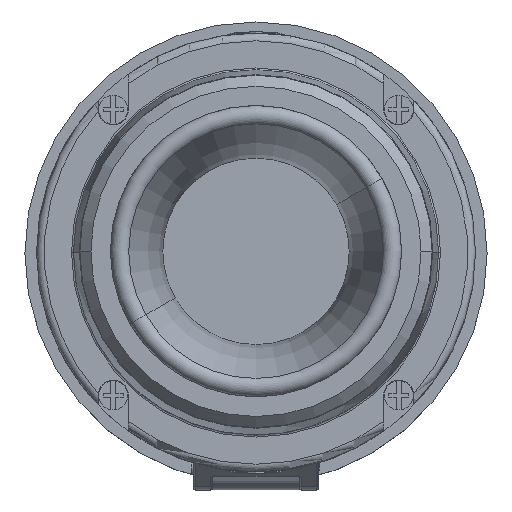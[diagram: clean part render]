
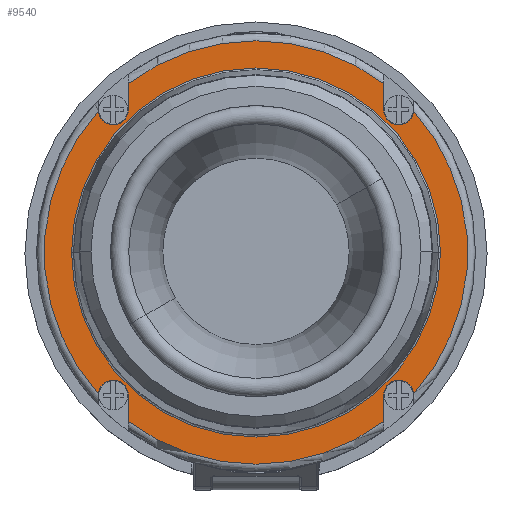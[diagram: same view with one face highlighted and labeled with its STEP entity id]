
A CAD part, top view. The second image highlights one B-rep face of the part: STEP entity #9540.
In plain terms, the highlighted face is planar.
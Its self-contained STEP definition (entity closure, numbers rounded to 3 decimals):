
#8430=CARTESIAN_POINT('',(103.26,39.31,-12.5));
#8440=DIRECTION('',(0.,0.,-1.));
#8450=DIRECTION('',(1.,0.,0.));
#8460=AXIS2_PLACEMENT_3D('',#8430,#8440,#8450);
#8470=PLANE('',#8460);
#8480=CARTESIAN_POINT('',(52.51,39.31,-12.5));
#8490=DIRECTION('',(0.,0.,1.));
#8500=DIRECTION('',(1.,0.,0.));
#8510=AXIS2_PLACEMENT_3D('',#8480,#8490,#8500);
#8520=CIRCLE('',#8510,47.5);
#8530=CARTESIAN_POINT('',(100.01,39.31,-12.5));
#8540=VERTEX_POINT('',#8530);
#8550=CARTESIAN_POINT('',(5.01,39.31,-12.5));
#8560=VERTEX_POINT('',#8550);
#8570=EDGE_CURVE('',#8540,#8560,#8520,.T.);
#8580=ORIENTED_EDGE('',*,*,#8570,.T.);
#8590=EDGE_CURVE('',#8560,#8540,#8520,.T.);
#8600=ORIENTED_EDGE('',*,*,#8590,.T.);
#8610=EDGE_LOOP('',(#8600,#8580));
#8620=FACE_BOUND('',#8610,.T.);
#8630=CARTESIAN_POINT('',(15.74,2.54,-12.5));
#8640=DIRECTION('',(0.,0.,-1.));
#8650=DIRECTION('',(1.,0.,0.));
#8660=AXIS2_PLACEMENT_3D('',#8630,#8640,#8650);
#8670=CIRCLE('',#8660,3.9);
#8680=CARTESIAN_POINT('',(11.868,3.,-12.5));
#8690=VERTEX_POINT('',#8680);
#8700=CARTESIAN_POINT('',(19.64,2.54,-12.5));
#8710=VERTEX_POINT('',#8700);
#8720=EDGE_CURVE('',#8690,#8710,#8670,.T.);
#8730=ORIENTED_EDGE('',*,*,#8720,.F.);
#8740=CARTESIAN_POINT('',(19.64,39.31,-12.5));
#8750=DIRECTION('',(0.,1.,0.));
#8760=VECTOR('',#8750,1.);
#8770=LINE('',#8740,#8760);
#8780=CARTESIAN_POINT('',(19.64,-4.162,-12.5));
#8790=VERTEX_POINT('',#8780);
#8800=EDGE_CURVE('',#8790,#8710,#8770,.T.);
#8810=ORIENTED_EDGE('',*,*,#8800,.T.);
#8820=CARTESIAN_POINT('',(52.51,39.31,-12.5));
#8830=DIRECTION('',(0.,0.,-1.));
#8840=DIRECTION('',(1.,0.,0.));
#8850=AXIS2_PLACEMENT_3D('',#8820,#8830,#8840);
#8860=CIRCLE('',#8850,54.5);
#8870=CARTESIAN_POINT('',(85.38,-4.162,-12.5));
#8880=VERTEX_POINT('',#8870);
#8890=EDGE_CURVE('',#8880,#8790,#8860,.T.);
#8900=ORIENTED_EDGE('',*,*,#8890,.T.);
#8910=CARTESIAN_POINT('',(85.38,39.31,-12.5));
#8920=DIRECTION('',(0.,-1.,0.));
#8930=VECTOR('',#8920,1.);
#8940=LINE('',#8910,#8930);
#8950=CARTESIAN_POINT('',(85.38,2.54,-12.5));
#8960=VERTEX_POINT('',#8950);
#8970=EDGE_CURVE('',#8960,#8880,#8940,.T.);
#8980=ORIENTED_EDGE('',*,*,#8970,.T.);
#8990=CARTESIAN_POINT('',(89.28,2.54,-12.5));
#9000=DIRECTION('',(0.,0.,-1.));
#9010=DIRECTION('',(1.,0.,0.));
#9020=AXIS2_PLACEMENT_3D('',#8990,#9000,#9010);
#9030=CIRCLE('',#9020,3.9);
#9040=CARTESIAN_POINT('',(93.152,3.,
-12.5));
#9050=VERTEX_POINT('',#9040);
#9060=EDGE_CURVE('',#8960,#9050,#9030,.T.);
#9070=ORIENTED_EDGE('',*,*,#9060,.F.);
#9080=CARTESIAN_POINT('',(93.152,75.62,
-12.5));
#9090=VERTEX_POINT('',#9080);
#9100=EDGE_CURVE('',#9090,#9050,#8860,.T.);
#9110=ORIENTED_EDGE('',*,*,#9100,.T.);
#9120=CARTESIAN_POINT('',(89.28,76.08,-12.5));
#9130=DIRECTION('',(0.,0.,-1.));
#9140=DIRECTION('',(1.,0.,0.));
#9150=AXIS2_PLACEMENT_3D('',#9120,#9130,#9140);
#9160=CIRCLE('',#9150,3.9);
#9170=CARTESIAN_POINT('',(85.38,76.08,-12.5));
#9180=VERTEX_POINT('',#9170);
#9190=EDGE_CURVE('',#9090,#9180,#9160,.T.);
#9200=ORIENTED_EDGE('',*,*,#9190,.F.);
#9210=CARTESIAN_POINT('',(85.38,39.31,-12.5));
#9220=DIRECTION('',(0.,-1.,0.));
#9230=VECTOR('',#9220,1.);
#9240=LINE('',#9210,#9230);
#9250=CARTESIAN_POINT('',(85.38,82.782,-12.5));
#9260=VERTEX_POINT('',#9250);
#9270=EDGE_CURVE('',#9260,#9180,#9240,.T.);
#9280=ORIENTED_EDGE('',*,*,#9270,.T.);
#9290=CARTESIAN_POINT('',(19.64,82.782,-12.5));
#9300=VERTEX_POINT('',#9290);
#9310=EDGE_CURVE('',#9300,#9260,#8860,.T.);
#9320=ORIENTED_EDGE('',*,*,#9310,.T.);
#9330=CARTESIAN_POINT('',(19.64,39.31,-12.5));
#9340=DIRECTION('',(0.,1.,0.));
#9350=VECTOR('',#9340,1.);
#9360=LINE('',#9330,#9350);
#9370=CARTESIAN_POINT('',(19.64,76.08,-12.5));
#9380=VERTEX_POINT('',#9370);
#9390=EDGE_CURVE('',#9380,#9300,#9360,.T.);
#9400=ORIENTED_EDGE('',*,*,#9390,.T.);
#9410=CARTESIAN_POINT('',(15.74,76.08,-12.5));
#9420=DIRECTION('',(0.,0.,-1.));
#9430=DIRECTION('',(1.,0.,0.));
#9440=AXIS2_PLACEMENT_3D('',#9410,#9420,#9430);
#9450=CIRCLE('',#9440,3.9);
#9460=CARTESIAN_POINT('',(11.868,75.62,-12.5));
#9470=VERTEX_POINT('',#9460);
#9480=EDGE_CURVE('',#9380,#9470,#9450,.T.);
#9490=ORIENTED_EDGE('',*,*,#9480,.F.);
#9500=EDGE_CURVE('',#8690,#9470,#8860,.T.);
#9510=ORIENTED_EDGE('',*,*,#9500,.T.);
#9520=EDGE_LOOP('',(#9510,#9490,#9400,#9320,#9280,#9200,#9110,#9070,
#8980,#8900,#8810,#8730));
#9530=FACE_OUTER_BOUND('',#9520,.T.);
#9540=ADVANCED_FACE('',(#8620,#9530),#8470,.T.);
